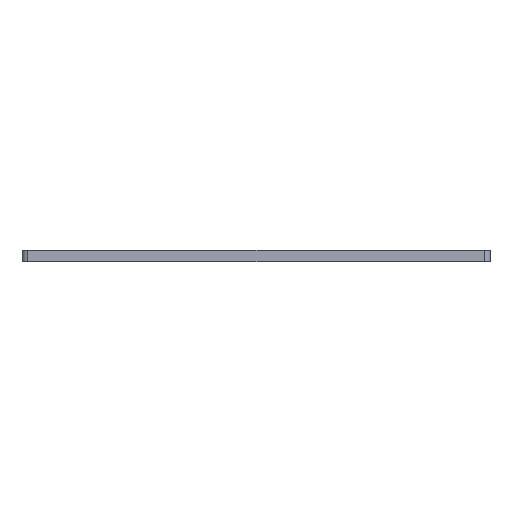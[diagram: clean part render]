
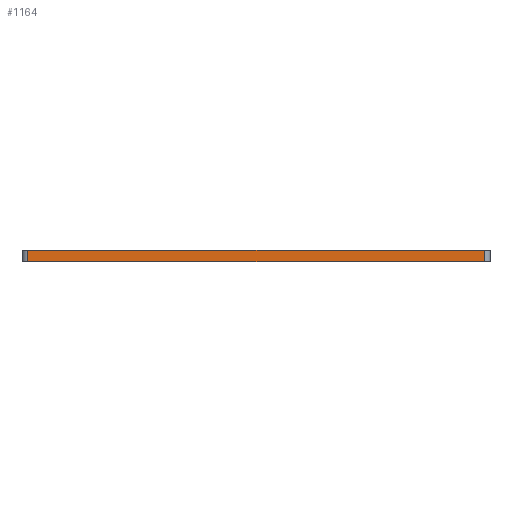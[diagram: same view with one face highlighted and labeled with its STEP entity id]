
A CAD part, front view. The second image highlights one B-rep face of the part: STEP entity #1164.
In plain terms, the highlighted planar face has unit normal (0, -1, 0).
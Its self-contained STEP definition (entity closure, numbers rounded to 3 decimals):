
#163 = VERTEX_POINT('',#164);
#164 = CARTESIAN_POINT('',(127.8,-143.85,0.));
#171 = EDGE_CURVE('',#172,#163,#174,.T.);
#172 = VERTEX_POINT('',#173);
#173 = CARTESIAN_POINT('',(192.6,-143.85,0.));
#174 = LINE('',#175,#176);
#175 = CARTESIAN_POINT('',(192.6,-143.85,0.));
#176 = VECTOR('',#177,1.);
#177 = DIRECTION('',(-1.,0.,0.));
#650 = VERTEX_POINT('',#651);
#651 = CARTESIAN_POINT('',(127.8,-143.85,1.6));
#658 = EDGE_CURVE('',#659,#650,#661,.T.);
#659 = VERTEX_POINT('',#660);
#660 = CARTESIAN_POINT('',(192.6,-143.85,1.6));
#661 = LINE('',#662,#663);
#662 = CARTESIAN_POINT('',(192.6,-143.85,1.6));
#663 = VECTOR('',#664,1.);
#664 = DIRECTION('',(-1.,0.,0.));
#1136 = EDGE_CURVE('',#172,#659,#1137,.T.);
#1137 = LINE('',#1138,#1139);
#1138 = CARTESIAN_POINT('',(192.6,-143.85,0.));
#1139 = VECTOR('',#1140,1.);
#1140 = DIRECTION('',(0.,0.,1.));
#1164 = ADVANCED_FACE('',(#1165),#1176,.T.);
#1165 = FACE_BOUND('',#1166,.T.);
#1166 = EDGE_LOOP('',(#1167,#1168,#1169,#1175));
#1167 = ORIENTED_EDGE('',*,*,#1136,.T.);
#1168 = ORIENTED_EDGE('',*,*,#658,.T.);
#1169 = ORIENTED_EDGE('',*,*,#1170,.F.);
#1170 = EDGE_CURVE('',#163,#650,#1171,.T.);
#1171 = LINE('',#1172,#1173);
#1172 = CARTESIAN_POINT('',(127.8,-143.85,0.));
#1173 = VECTOR('',#1174,1.);
#1174 = DIRECTION('',(0.,0.,1.));
#1175 = ORIENTED_EDGE('',*,*,#171,.F.);
#1176 = PLANE('',#1177);
#1177 = AXIS2_PLACEMENT_3D('',#1178,#1179,#1180);
#1178 = CARTESIAN_POINT('',(192.6,-143.85,0.));
#1179 = DIRECTION('',(0.,-1.,0.));
#1180 = DIRECTION('',(-1.,0.,0.));
